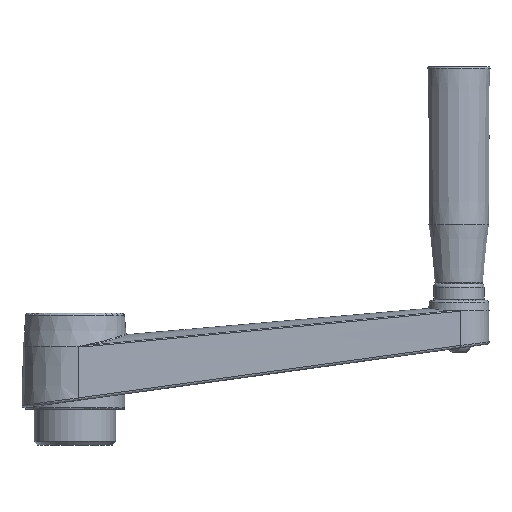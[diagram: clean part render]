
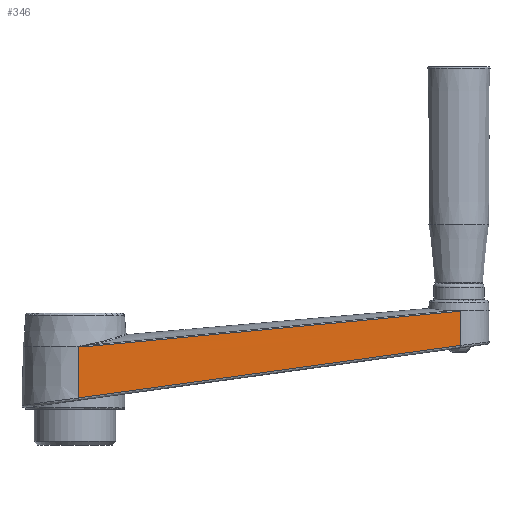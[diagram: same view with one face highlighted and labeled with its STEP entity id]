
A CAD part, front view. The second image highlights one B-rep face of the part: STEP entity #346.
In plain terms, the highlighted free-form (B-spline) face has degree [3, 3] with [4, 4] control points.
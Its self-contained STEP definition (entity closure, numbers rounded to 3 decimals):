
#346 = ADVANCED_FACE( '', ( #875 ), #876, .T. );
#875 = FACE_OUTER_BOUND( '', #2057, .T. );
#876 = B_SPLINE_SURFACE_WITH_KNOTS( '', 3, 3, ( ( #2058, #2059, #2060, #2061 ), ( #2062, #2063, #2064, #2065 ), ( #2066, #2067, #2068, #2069 ), ( #2070, #2071, #2072, #2073 ) ), .UNSPECIFIED., .F., .F., .F., ( 4, 4 ), ( 4, 4 ), ( 0., 1. ), ( 0., 1. ), .UNSPECIFIED. );
#2057 = EDGE_LOOP( '', ( #3939, #3940, #3941, #3942, #3943, #3944 ) );
#2058 = CARTESIAN_POINT( '', ( 1.314, -21.75, 26.1 ) );
#2059 = CARTESIAN_POINT( '', ( 54.46, -18.717, 31.137 ) );
#2060 = CARTESIAN_POINT( '', ( 107.605, -15.683, 36.173 ) );
#2061 = CARTESIAN_POINT( '', ( 160.751, -12.65, 41.21 ) );
#2062 = CARTESIAN_POINT( '', ( 1.314, -21.863, 18.617 ) );
#2063 = CARTESIAN_POINT( '', ( 54.46, -18.792, 24.408 ) );
#2064 = CARTESIAN_POINT( '', ( 107.605, -15.721, 30.199 ) );
#2065 = CARTESIAN_POINT( '', ( 160.751, -12.65, 35.991 ) );
#2066 = CARTESIAN_POINT( '', ( 1.314, -21.977, 11.133 ) );
#2067 = CARTESIAN_POINT( '', ( 54.46, -18.868, 17.679 ) );
#2068 = CARTESIAN_POINT( '', ( 107.605, -15.759, 24.225 ) );
#2069 = CARTESIAN_POINT( '', ( 160.751, -12.65, 30.771 ) );
#2070 = CARTESIAN_POINT( '', ( 1.314, -22.09, 3.65 ) );
#2071 = CARTESIAN_POINT( '', ( 54.46, -18.943, 10.951 ) );
#2072 = CARTESIAN_POINT( '', ( 107.605, -15.797, 18.251 ) );
#2073 = CARTESIAN_POINT( '', ( 160.751, -12.65, 25.552 ) );
#3939 = ORIENTED_EDGE( '', *, *, #5403, .F. );
#3940 = ORIENTED_EDGE( '', *, *, #5404, .T. );
#3941 = ORIENTED_EDGE( '', *, *, #5358, .T. );
#3942 = ORIENTED_EDGE( '', *, *, #5405, .T. );
#3943 = ORIENTED_EDGE( '', *, *, #5406, .T. );
#3944 = ORIENTED_EDGE( '', *, *, #5217, .T. );
#5217 = EDGE_CURVE( '', #5899, #5906, #5908, .T. );
#5358 = EDGE_CURVE( '', #6143, #6147, #6149, .T. );
#5403 = EDGE_CURVE( '', #6219, #5906, #6220, .T. );
#5404 = EDGE_CURVE( '', #6219, #6143, #6221, .T. );
#5405 = EDGE_CURVE( '', #6147, #6222, #6223, .F. );
#5406 = EDGE_CURVE( '', #6222, #5899, #6224, .T. );
#5899 = VERTEX_POINT( '', #7002 );
#5906 = VERTEX_POINT( '', #7109 );
#5908 = B_SPLINE_CURVE_WITH_KNOTS( '', 3, ( #7114, #7115, #7116, #7117, #7118, #7119, #7120 ), .UNSPECIFIED., .F., .F., ( 4, 2, 1, 4 ), ( 0., 0.081, 0.121, 0.161 ), .UNSPECIFIED. );
#6143 = VERTEX_POINT( '', #7838 );
#6147 = VERTEX_POINT( '', #7859 );
#6149 = B_SPLINE_CURVE_WITH_KNOTS( '', 3, ( #7865, #7866, #7867, #7868, #7869, #7870, #7871, #7872, #7873, #7874, #7875, #7876, #7877, #7878, #7879, #7880, #7881, #7882, #7883, #7884, #7885, #7886, #7887 ), .UNSPECIFIED., .F., .F., ( 4, 2, 1, 2, 2, 2, 2, 2, 2, 1, 1, 2, 4 ), ( 0., 0., 0., 0.001, 0.001, 0.002, 0.002, 0.003, 0.003, 0.003, 0.003, 0.003, 0.003 ), .UNSPECIFIED. );
#6219 = VERTEX_POINT( '', #8124 );
#6220 = LINE( '', #8125, #8126 );
#6221 = B_SPLINE_CURVE_WITH_KNOTS( '', 3, ( #8127, #8128, #8129, #8130, #8131, #8132 ), .UNSPECIFIED., .F., .F., ( 4, 2, 4 ), ( 0., 0.078, 0.157 ), .UNSPECIFIED. );
#6222 = VERTEX_POINT( '', #8133 );
#6223 = LINE( '', #8134, #8135 );
#6224 = B_SPLINE_CURVE_WITH_KNOTS( '', 3, ( #8136, #8137, #8138, #8139 ), .UNSPECIFIED., .F., .F., ( 4, 4 ), ( 0., 0. ), .UNSPECIFIED. );
#7002 = CARTESIAN_POINT( '', ( 1.323, -22.074, 4.668 ) );
#7109 = CARTESIAN_POINT( '', ( 160.751, -12.65, 26.553 ) );
#7114 = CARTESIAN_POINT( '', ( 1.323, -22.074, 4.668 ) );
#7115 = CARTESIAN_POINT( '', ( 27.894, -20.502, 8.316 ) );
#7116 = CARTESIAN_POINT( '', ( 54.465, -18.931, 11.964 ) );
#7117 = CARTESIAN_POINT( '', ( 94.322, -16.575, 17.436 ) );
#7118 = CARTESIAN_POINT( '', ( 120.893, -15.005, 21.083 ) );
#7119 = CARTESIAN_POINT( '', ( 147.465, -13.435, 24.73 ) );
#7120 = CARTESIAN_POINT( '', ( 160.751, -12.65, 26.553 ) );
#7838 = CARTESIAN_POINT( '', ( 4.74, -21.56, 26.054 ) );
#7859 = CARTESIAN_POINT( '', ( 1.314, -21.753, 25.915 ) );
#7865 = CARTESIAN_POINT( '', ( 4.74, -21.56, 26.054 ) );
#7866 = CARTESIAN_POINT( '', ( 4.669, -21.564, 26.048 ) );
#7867 = CARTESIAN_POINT( '', ( 4.598, -21.568, 26.041 ) );
#7868 = CARTESIAN_POINT( '', ( 4.455, -21.576, 26.03 ) );
#7869 = CARTESIAN_POINT( '', ( 4.242, -21.588, 26.014 ) );
#7870 = CARTESIAN_POINT( '', ( 4.028, -21.6, 26.001 ) );
#7871 = CARTESIAN_POINT( '', ( 3.742, -21.617, 25.988 ) );
#7872 = CARTESIAN_POINT( '', ( 3.6, -21.625, 25.982 ) );
#7873 = CARTESIAN_POINT( '', ( 3.314, -21.641, 25.973 ) );
#7874 = CARTESIAN_POINT( '', ( 3.171, -21.649, 25.969 ) );
#7875 = CARTESIAN_POINT( '', ( 2.885, -21.665, 25.963 ) );
#7876 = CARTESIAN_POINT( '', ( 2.742, -21.673, 25.96 ) );
#7877 = CARTESIAN_POINT( '', ( 2.457, -21.689, 25.956 ) );
#7878 = CARTESIAN_POINT( '', ( 2.314, -21.697, 25.953 ) );
#7879 = CARTESIAN_POINT( '', ( 2.028, -21.713, 25.947 ) );
#7880 = CARTESIAN_POINT( '', ( 1.885, -21.721, 25.943 ) );
#7881 = CARTESIAN_POINT( '', ( 1.671, -21.733, 25.935 ) );
#7882 = CARTESIAN_POINT( '', ( 1.564, -21.739, 25.93 ) );
#7883 = CARTESIAN_POINT( '', ( 1.439, -21.746, 25.923 ) );
#7884 = CARTESIAN_POINT( '', ( 1.386, -21.749, 25.92 ) );
#7885 = CARTESIAN_POINT( '', ( 1.35, -21.751, 25.917 ) );
#7886 = CARTESIAN_POINT( '', ( 1.332, -21.752, 25.916 ) );
#7887 = CARTESIAN_POINT( '', ( 1.314, -21.753, 25.915 ) );
#8124 = CARTESIAN_POINT( '', ( 160.751, -12.65, 40.836 ) );
#8125 = CARTESIAN_POINT( '', ( 160.751, -12.65, 41.21 ) );
#8126 = VECTOR( '', #9602, 1000. );
#8127 = CARTESIAN_POINT( '', ( 160.751, -12.65, 40.836 ) );
#8128 = CARTESIAN_POINT( '', ( 134.749, -14.135, 38.373 ) );
#8129 = CARTESIAN_POINT( '', ( 108.747, -15.621, 35.909 ) );
#8130 = CARTESIAN_POINT( '', ( 56.744, -18.59, 30.982 ) );
#8131 = CARTESIAN_POINT( '', ( 30.742, -20.075, 28.518 ) );
#8132 = CARTESIAN_POINT( '', ( 4.74, -21.56, 26.054 ) );
#8133 = CARTESIAN_POINT( '', ( 1.314, -22.072, 4.797 ) );
#8134 = CARTESIAN_POINT( '', ( 1.314, -22.09, 3.65 ) );
#8135 = VECTOR( '', #9603, 1000. );
#8136 = CARTESIAN_POINT( '', ( 1.314, -22.072, 4.797 ) );
#8137 = CARTESIAN_POINT( '', ( 1.314, -22.073, 4.754 ) );
#8138 = CARTESIAN_POINT( '', ( 1.317, -22.074, 4.711 ) );
#8139 = CARTESIAN_POINT( '', ( 1.323, -22.074, 4.668 ) );
#9602 = DIRECTION( '', ( 0., 0., -1. ) );
#9603 = DIRECTION( '', ( 0., 0.015, 1. ) );
